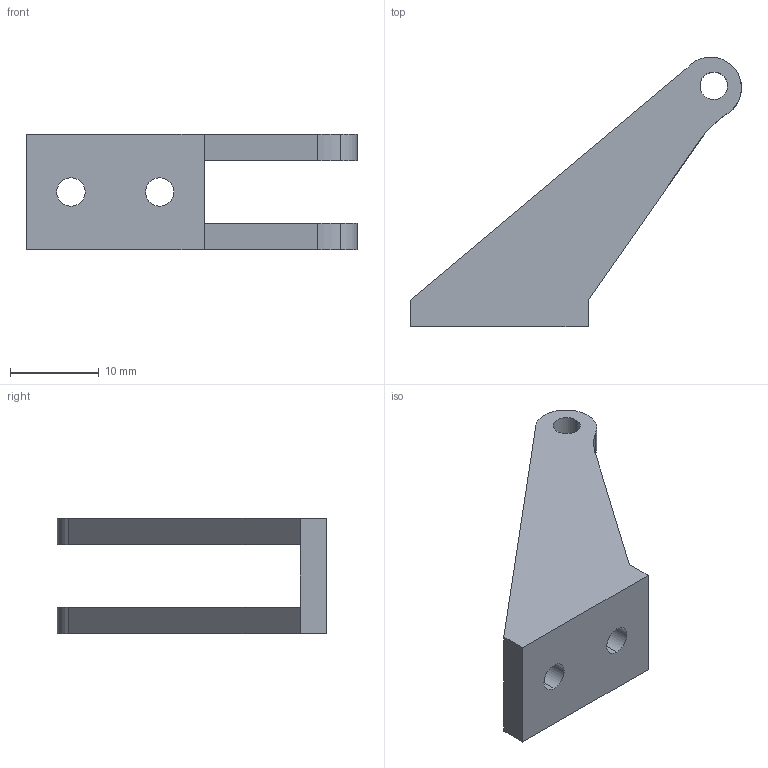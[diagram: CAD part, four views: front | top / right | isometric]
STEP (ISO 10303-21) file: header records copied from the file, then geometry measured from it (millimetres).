
FILE_DESCRIPTION (( 'STEP AP203' ), '1' );
FILE_NAME ('3mm蕾宒嘐隅釱.STEP', '2018-01-13T11:12:53', ( 'User' ), ( 'china' ), 'SwSTEP 2.0', 'SolidWorks 2016', '' );
FILE_SCHEMA (( 'CONFIG_CONTROL_DESIGN' ));
Length unit declared in the file: millimetre
Products named in the file (1): 3mm蕾宒嘐隅釱
Bounding box: 37.28 x 30.38 x 13 mm (x, y, z)
Volume: 2860.5 mm3; surface area: 2577.3 mm2
Topology: 1 solids, 1 shells, 25 faces, 65 edges, 42 vertices
Faces by surface type: cylinder 13, plane 12
Entity records: 866 total; most frequent: DIRECTION 143, CARTESIAN_POINT 133, ORIENTED_EDGE 130, EDGE_CURVE 65, AXIS2_PLACEMENT_3D 52, VERTEX_POINT 42, VECTOR 39, LINE 39
